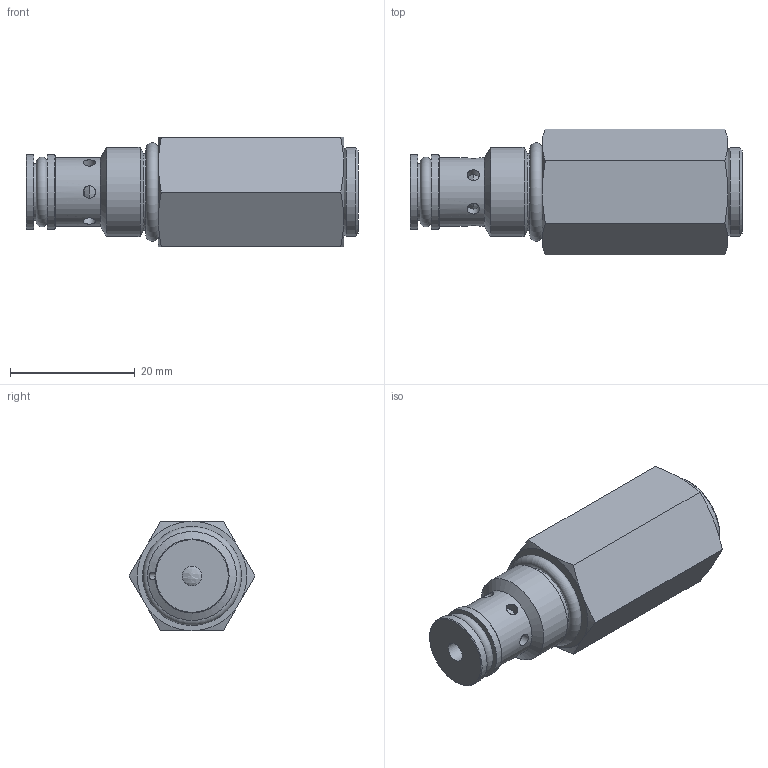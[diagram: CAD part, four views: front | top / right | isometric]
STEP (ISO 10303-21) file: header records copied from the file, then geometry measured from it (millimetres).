
FILE_DESCRIPTION(/* description */ (''),/* implementation_level */ '2;1');
FILE_NAME(/* name */ '4406.stp',/* time_stamp */ '2016-07-28T16:07:28-05:00',/* author */ ('jmc'),/* organization */ (''),/* preprocessor_version */ 'ST-DEVELOPER v16.1',/* originating_system */ 'Autodesk Inventor 2016',/* authorisation */ '');
FILE_SCHEMA (('AUTOMOTIVE_DESIGN { 1 0 10303 214 3 1 1 }'));
Length unit declared in the file: inch
Products named in the file (9): 4406; RV_06 POPPET; 220037; 221459; 990000_.25BALL; 906 O-RING; 011 O-RING; 990159; 4406_1
Assembly tree (8 placements, depth 2):
  4406_1
    4406
    RV_06 POPPET
    220037
    221459
    990000_.25BALL
    906 O-RING
    011 O-RING
    990159
Bounding box: 53.21 x 20.18 x 17.48 mm (x, y, z)
Volume: 9581.5 mm3; surface area: 7158.5 mm2
Topology: 8 solids, 8 shells, 120 faces, 296 edges, 208 vertices
Faces by surface type: plane 46, cone 36, cylinder 33, torus 4, sphere 1
Full cylindrical faces by diameter (mm): 1.194 x1, 1.575 x1, 1.6 x1, 1.981 x6, 3.175 x2, 4.775 x1, 5.944 x1, 5.994 x1, 6.325 x1, 7.137 x1, 7.823 x1, 7.849 x2, 7.925 x1, 8.331 x1, 9.144 x1, 9.296 x2, 9.728 x1, 10.922 x1, 11.1 x1, 11.112 x1, 11.887 x2, 12.294 x1, 14.224 x1, 14.275 x1
Entity records: 3797 total; most frequent: CARTESIAN_POINT 1139, DIRECTION 520, ORIENTED_EDGE 402, AXIS2_PLACEMENT_3D 229, EDGE_LOOP 211, EDGE_CURVE 201, VERTEX_POINT 162, FACE_OUTER_BOUND 120
